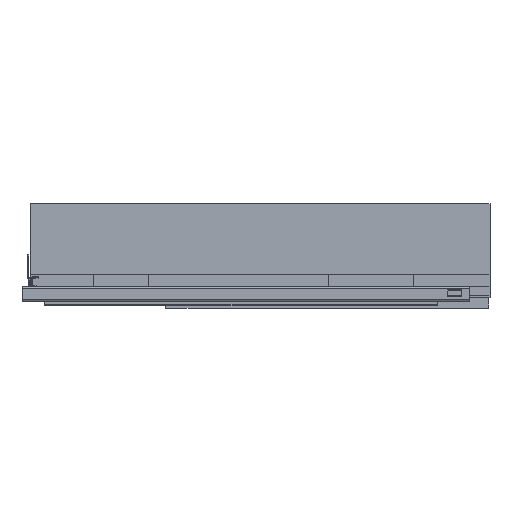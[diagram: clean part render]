
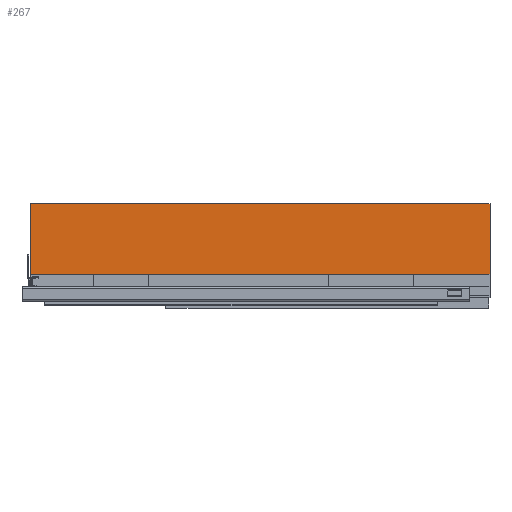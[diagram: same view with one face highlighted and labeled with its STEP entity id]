
A CAD part, top view. The second image highlights one B-rep face of the part: STEP entity #267.
In plain terms, the highlighted planar face has unit normal (0, 0, 1).
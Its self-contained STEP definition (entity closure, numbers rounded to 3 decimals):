
#46 = FACE_OUTER_BOUND ( 'NONE', #922, .T. ) ;
#120 = LINE ( 'NONE', #2418, #2339 ) ;
#254 = EDGE_CURVE ( 'NONE', #4341, #7284, #8673, .T. ) ;
#267 = ADVANCED_FACE ( 'NONE', ( #46 ), #2254, .T. ) ;
#922 = EDGE_LOOP ( 'NONE', ( #9577, #9322, #1045, #2366 ) ) ;
#1045 = ORIENTED_EDGE ( 'NONE', *, *, #254, .T. ) ;
#1088 = EDGE_CURVE ( 'NONE', #7284, #2636, #6093, .T. ) ;
#1280 = CARTESIAN_POINT ( 'NONE',  ( -590., 121., 13.5 ) ) ;
#1404 = CARTESIAN_POINT ( 'NONE',  ( -590., 30., 13.5 ) ) ;
#1576 = DIRECTION ( 'NONE',  ( 0., 0., 1. ) ) ;
#1589 = LINE ( 'NONE', #4759, #10068 ) ;
#1621 = EDGE_CURVE ( 'NONE', #4341, #1969, #120, .T. ) ;
#1969 = VERTEX_POINT ( 'NONE', #3032 ) ;
#2254 = PLANE ( 'NONE',  #6478 ) ;
#2339 = VECTOR ( 'NONE', #8742, 1000. ) ;
#2350 = DIRECTION ( 'NONE',  ( 0., -1., 0. ) ) ;
#2366 = ORIENTED_EDGE ( 'NONE', *, *, #1088, .T. ) ;
#2418 = CARTESIAN_POINT ( 'NONE',  ( -590., 121., 13.5 ) ) ;
#2610 = DIRECTION ( 'NONE',  ( 0., -1., 0. ) ) ;
#2636 = VERTEX_POINT ( 'NONE', #2961 ) ;
#2961 = CARTESIAN_POINT ( 'NONE',  ( 0., 30., 13.5 ) ) ;
#3025 = DIRECTION ( 'NONE',  ( 0., -1., 0. ) ) ;
#3032 = CARTESIAN_POINT ( 'NONE',  ( 0., 121., 13.5 ) ) ;
#3172 = EDGE_CURVE ( 'NONE', #1969, #2636, #1589, .T. ) ;
#3528 = CARTESIAN_POINT ( 'NONE',  ( -590., 30., 13.5 ) ) ;
#4341 = VERTEX_POINT ( 'NONE', #8606 ) ;
#4759 = CARTESIAN_POINT ( 'NONE',  ( 0., 121., 13.5 ) ) ;
#6093 = LINE ( 'NONE', #3528, #6360 ) ;
#6360 = VECTOR ( 'NONE', #8362, 1000. ) ;
#6478 = AXIS2_PLACEMENT_3D ( 'NONE', #8528, #1576, #3025 ) ;
#7284 = VERTEX_POINT ( 'NONE', #1404 ) ;
#8362 = DIRECTION ( 'NONE',  ( 1., 0., 0. ) ) ;
#8528 = CARTESIAN_POINT ( 'NONE',  ( -590., 121., 13.5 ) ) ;
#8606 = CARTESIAN_POINT ( 'NONE',  ( -590., 121., 13.5 ) ) ;
#8673 = LINE ( 'NONE', #1280, #9617 ) ;
#8742 = DIRECTION ( 'NONE',  ( 1., 0., 0. ) ) ;
#9322 = ORIENTED_EDGE ( 'NONE', *, *, #1621, .F. ) ;
#9577 = ORIENTED_EDGE ( 'NONE', *, *, #3172, .F. ) ;
#9617 = VECTOR ( 'NONE', #2350, 1000. ) ;
#10068 = VECTOR ( 'NONE', #2610, 1000. ) ;
